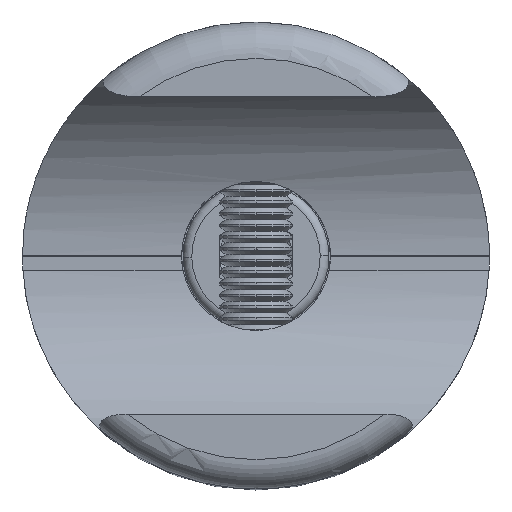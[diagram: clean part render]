
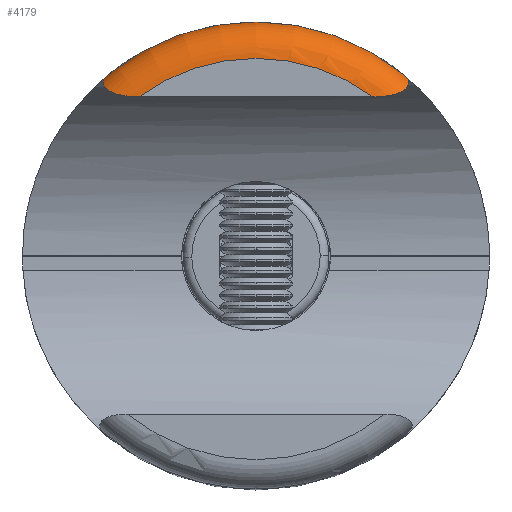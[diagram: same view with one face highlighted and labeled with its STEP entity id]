
A CAD part, top view. The second image highlights one B-rep face of the part: STEP entity #4179.
In plain terms, the highlighted toroidal (fillet/blend) face has major radius 13.5 mm and minor radius 2.5 mm.
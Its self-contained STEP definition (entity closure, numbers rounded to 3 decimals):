
#451 = VERTEX_POINT ( 'NONE', #10554 ) ;
#531 = CARTESIAN_POINT ( 'NONE',  ( 8., 10.874, 35. ) ) ;
#539 = CARTESIAN_POINT ( 'NONE',  ( -10.324, 11.513, 34.05 ) ) ;
#2677 = CARTESIAN_POINT ( 'NONE',  ( 10.439, 12.02, 33.148 ) ) ;
#2688 = CARTESIAN_POINT ( 'NONE',  ( -8.756, 10.907, 34.956 ) ) ;
#2786 = CARTESIAN_POINT ( 'NONE',  ( -10.463, 11.93, 33.321 ) ) ;
#2883 = CARTESIAN_POINT ( 'NONE',  ( -8.38, 10.88, 34.992 ) ) ;
#2978 = CARTESIAN_POINT ( 'NONE',  ( -8., 10.874, 35. ) ) ;
#3148 = CARTESIAN_POINT ( 'NONE',  ( 10.198, 12.329, 32.5 ) ) ;
#3520 = B_SPLINE_CURVE_WITH_KNOTS ( 'NONE', 3,
 ( #2978, #13803, #2883, #2688, #20748, #18150, #25081, #22854, #5089, #27227, #24895, #4989, #539, #16311, #4906, #2786, #20375, #13901, #24988, #20472 ),
 .UNSPECIFIED., .F., .F.,
 ( 4, 2, 2, 2, 2, 2, 2, 2, 2, 4 ),
 ( 0.021, 0.021, 0.022, 0.022, 0.023, 0.023, 0.024, 0.024, 0.025, 0.025 ),
 .UNSPECIFIED. ) ;
#3653 = EDGE_LOOP ( 'NONE', ( #22029, #19622, #4498, #6838 ) ) ;
#3733 = FACE_OUTER_BOUND ( 'NONE', #3653, .T. ) ;
#4179 = ADVANCED_FACE ( 'NONE', ( #3733 ), #27242, .T. ) ;
#4405 = CARTESIAN_POINT ( 'NONE',  ( 10.287, 11.471, 34.118 ) ) ;
#4462 = CARTESIAN_POINT ( 'NONE',  ( -10.198, 12.329, 32.5 ) ) ;
#4498 = ORIENTED_EDGE ( 'NONE', *, *, #28371, .F. ) ;
#4906 = CARTESIAN_POINT ( 'NONE',  ( -10.453, 11.747, 33.655 ) ) ;
#4908 = DIRECTION ( 'NONE',  ( 0., 0., -1. ) ) ;
#4989 = CARTESIAN_POINT ( 'NONE',  ( -10.284, 11.468, 34.123 ) ) ;
#5077 = CARTESIAN_POINT ( 'NONE',  ( 9.483, 11.037, 34.775 ) ) ;
#5089 = CARTESIAN_POINT ( 'NONE',  ( -9.951, 11.218, 34.512 ) ) ;
#6838 = ORIENTED_EDGE ( 'NONE', *, *, #20302, .F. ) ;
#7235 = VERTEX_POINT ( 'NONE', #4462 ) ;
#7975 = AXIS2_PLACEMENT_3D ( 'NONE', #11299, #4908, #20082 ) ;
#8057 = AXIS2_PLACEMENT_3D ( 'NONE', #23490, #10267, #21276 ) ;
#8767 = B_SPLINE_CURVE_WITH_KNOTS ( 'NONE', 3,
 ( #24205, #13787, #20462, #2677, #10980, #17660, #18138, #9346, #4405, #19860, #22083, #22658, #8862, #5077, #13194, #24888, #24294, #531 ),
 .UNSPECIFIED., .F., .F.,
 ( 4, 2, 2, 2, 2, 2, 2, 2, 4 ),
 ( 0., 0.001, 0.001, 0.002, 0.002, 0.002, 0.003, 0.003, 0.005 ),
 .UNSPECIFIED. ) ;
#8862 = CARTESIAN_POINT ( 'NONE',  ( 9.808, 11.15, 34.611 ) ) ;
#9346 = CARTESIAN_POINT ( 'NONE',  ( 10.326, 11.517, 34.045 ) ) ;
#9932 = CIRCLE ( 'NONE', #22839, 13.5 ) ;
#10267 = DIRECTION ( 'NONE',  ( 0., 0., 1. ) ) ;
#10554 = CARTESIAN_POINT ( 'NONE',  ( -8., 10.874, 35. ) ) ;
#10914 = EDGE_CURVE ( 'NONE', #21291, #14040, #8767, .T. ) ;
#10980 = CARTESIAN_POINT ( 'NONE',  ( 10.463, 11.932, 33.318 ) ) ;
#11299 = CARTESIAN_POINT ( 'NONE',  ( 0., 0., 32.5 ) ) ;
#11801 = CARTESIAN_POINT ( 'NONE',  ( 0., 0., 35. ) ) ;
#13194 = CARTESIAN_POINT ( 'NONE',  ( 9.305, 10.993, 34.836 ) ) ;
#13787 = CARTESIAN_POINT ( 'NONE',  ( 10.283, 12.259, 32.657 ) ) ;
#13803 = CARTESIAN_POINT ( 'NONE',  ( -8.19, 10.874, 35. ) ) ;
#13901 = CARTESIAN_POINT ( 'NONE',  ( -10.35, 12.182, 32.82 ) ) ;
#14040 = VERTEX_POINT ( 'NONE', #20604 ) ;
#16311 = CARTESIAN_POINT ( 'NONE',  ( -10.42, 11.652, 33.82 ) ) ;
#17660 = CARTESIAN_POINT ( 'NONE',  ( 10.454, 11.75, 33.65 ) ) ;
#18138 = CARTESIAN_POINT ( 'NONE',  ( 10.421, 11.654, 33.816 ) ) ;
#18150 = CARTESIAN_POINT ( 'NONE',  ( -9.306, 10.993, 34.836 ) ) ;
#19622 = ORIENTED_EDGE ( 'NONE', *, *, #27804, .F. ) ;
#19860 = CARTESIAN_POINT ( 'NONE',  ( 10.193, 11.383, 34.258 ) ) ;
#20082 = DIRECTION ( 'NONE',  ( 1., 0., 0. ) ) ;
#20302 = EDGE_CURVE ( 'NONE', #14040, #451, #9932, .T. ) ;
#20375 = CARTESIAN_POINT ( 'NONE',  ( -10.44, 12.018, 33.152 ) ) ;
#20462 = CARTESIAN_POINT ( 'NONE',  ( 10.349, 12.184, 32.817 ) ) ;
#20472 = CARTESIAN_POINT ( 'NONE',  ( -10.198, 12.329, 32.5 ) ) ;
#20604 = CARTESIAN_POINT ( 'NONE',  ( 8., 10.874, 35. ) ) ;
#20748 = CARTESIAN_POINT ( 'NONE',  ( -8.944, 10.928, 34.926 ) ) ;
#21276 = DIRECTION ( 'NONE',  ( 1., 0., 0. ) ) ;
#21291 = VERTEX_POINT ( 'NONE', #3148 ) ;
#22029 = ORIENTED_EDGE ( 'NONE', *, *, #10914, .F. ) ;
#22083 = CARTESIAN_POINT ( 'NONE',  ( 10.138, 11.34, 34.325 ) ) ;
#22658 = CARTESIAN_POINT ( 'NONE',  ( 9.956, 11.221, 34.508 ) ) ;
#22839 = AXIS2_PLACEMENT_3D ( 'NONE', #11801, #24832, #27259 ) ;
#22854 = CARTESIAN_POINT ( 'NONE',  ( -9.802, 11.148, 34.614 ) ) ;
#23490 = CARTESIAN_POINT ( 'NONE',  ( 0., 0., 32.5 ) ) ;
#24205 = CARTESIAN_POINT ( 'NONE',  ( 10.198, 12.329, 32.5 ) ) ;
#24294 = CARTESIAN_POINT ( 'NONE',  ( 8.377, 10.874, 35. ) ) ;
#24832 = DIRECTION ( 'NONE',  ( 0., 0., 1. ) ) ;
#24888 = CARTESIAN_POINT ( 'NONE',  ( 8.761, 10.896, 34.971 ) ) ;
#24895 = CARTESIAN_POINT ( 'NONE',  ( -10.19, 11.38, 34.262 ) ) ;
#24988 = CARTESIAN_POINT ( 'NONE',  ( -10.283, 12.259, 32.657 ) ) ;
#25081 = CARTESIAN_POINT ( 'NONE',  ( -9.479, 11.036, 34.776 ) ) ;
#27227 = CARTESIAN_POINT ( 'NONE',  ( -10.134, 11.337, 34.329 ) ) ;
#27242 = TOROIDAL_SURFACE ( 'NONE', #8057, 13.5, 2.5 ) ;
#27259 = DIRECTION ( 'NONE',  ( 1., 0., 0. ) ) ;
#27394 = CIRCLE ( 'NONE', #7975, 16. ) ;
#27804 = EDGE_CURVE ( 'NONE', #7235, #21291, #27394, .T. ) ;
#28371 = EDGE_CURVE ( 'NONE', #451, #7235, #3520, .T. ) ;
